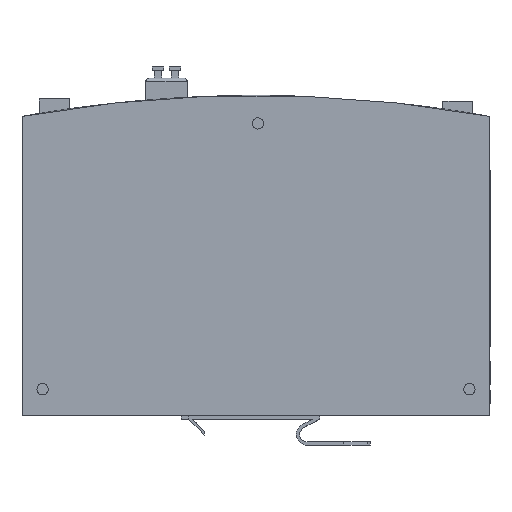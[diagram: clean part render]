
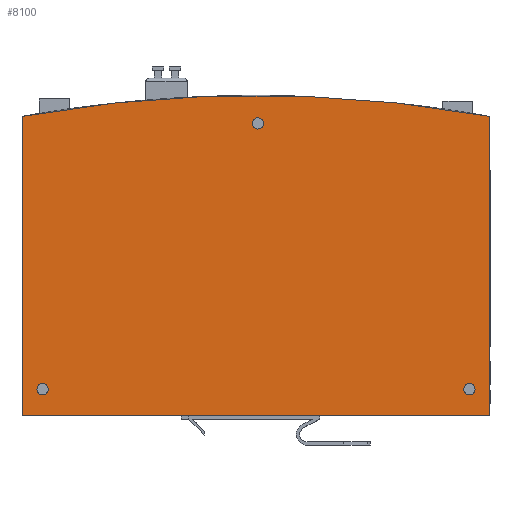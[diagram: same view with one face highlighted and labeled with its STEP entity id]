
A CAD part, top view. The second image highlights one B-rep face of the part: STEP entity #8100.
In plain terms, the highlighted planar face has unit normal (0, 0, 1).
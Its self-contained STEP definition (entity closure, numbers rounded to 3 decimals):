
#84 = EDGE_CURVE ( 'NONE', #8571, #23625, #29448, .T. ) ;
#357 = DIRECTION ( 'NONE',  ( 0., 0., -1. ) ) ;
#488 = ORIENTED_EDGE ( 'NONE', *, *, #2121, .T. ) ;
#524 = FACE_BOUND ( 'NONE', #8311, .T. ) ;
#692 = DIRECTION ( 'NONE',  ( 0., 0., 1. ) ) ;
#859 = PLANE ( 'NONE',  #2352 ) ;
#1093 = EDGE_LOOP ( 'NONE', ( #28835, #488 ) ) ;
#1199 = CARTESIAN_POINT ( 'NONE',  ( 0., -32.5, 33.5 ) ) ;
#1370 = CARTESIAN_POINT ( 'NONE',  ( 0.5, 45.5, 33.5 ) ) ;
#1499 = CIRCLE ( 'NONE', #27240, 1.5 ) ;
#1713 = DIRECTION ( 'NONE',  ( 0., 1., 0. ) ) ;
#2121 = EDGE_CURVE ( 'NONE', #26508, #27465, #19070, .T. ) ;
#2138 = VERTEX_POINT ( 'NONE', #4446 ) ;
#2343 = ORIENTED_EDGE ( 'NONE', *, *, #26080, .T. ) ;
#2352 = AXIS2_PLACEMENT_3D ( 'NONE', #10975, #692, #29663 ) ;
#3758 = AXIS2_PLACEMENT_3D ( 'NONE', #24869, #14733, #32909 ) ;
#4446 = CARTESIAN_POINT ( 'NONE',  ( -62.5, 47.383, 33.5 ) ) ;
#4621 = DIRECTION ( 'NONE',  ( 0., -1., 0. ) ) ;
#4777 = EDGE_CURVE ( 'NONE', #23625, #8571, #1499, .T. ) ;
#4793 = LINE ( 'NONE', #33931, #17250 ) ;
#5509 = CARTESIAN_POINT ( 'NONE',  ( 0., -297.5, 33.5 ) ) ;
#5676 = DIRECTION ( 'NONE',  ( -1., 0., 0. ) ) ;
#5965 = DIRECTION ( 'NONE',  ( 0., 0., -1. ) ) ;
#6649 = VERTEX_POINT ( 'NONE', #22562 ) ;
#8085 = AXIS2_PLACEMENT_3D ( 'NONE', #23508, #17498, #20757 ) ;
#8100 = ADVANCED_FACE ( 'NONE', ( #13556, #18868, #16293, #524 ), #859, .T. ) ;
#8209 = EDGE_CURVE ( 'NONE', #11904, #33208, #14553, .T. ) ;
#8311 = EDGE_LOOP ( 'NONE', ( #26782, #2343 ) ) ;
#8571 = VERTEX_POINT ( 'NONE', #19160 ) ;
#9242 = DIRECTION ( 'NONE',  ( 1., 0., 0. ) ) ;
#10975 = CARTESIAN_POINT ( 'NONE',  ( 0., -297.5, 33.5 ) ) ;
#11122 = VECTOR ( 'NONE', #22454, 1000. ) ;
#11544 = CARTESIAN_POINT ( 'NONE',  ( 58.5, -25.5, 33.5 ) ) ;
#11823 = DIRECTION ( 'NONE',  ( 0., 0., -1. ) ) ;
#11904 = VERTEX_POINT ( 'NONE', #16993 ) ;
#12658 = CIRCLE ( 'NONE', #17027, 350.5 ) ;
#13221 = CIRCLE ( 'NONE', #29649, 1.5 ) ;
#13556 = FACE_OUTER_BOUND ( 'NONE', #22361, .T. ) ;
#13642 = EDGE_CURVE ( 'NONE', #27465, #26508, #16233, .T. ) ;
#13650 = DIRECTION ( 'NONE',  ( 0., 0., -1. ) ) ;
#14397 = VERTEX_POINT ( 'NONE', #30702 ) ;
#14553 = LINE ( 'NONE', #1199, #11122 ) ;
#14733 = DIRECTION ( 'NONE',  ( 0., 0., -1. ) ) ;
#14735 = CARTESIAN_POINT ( 'NONE',  ( 62.5, -297.5, 33.5 ) ) ;
#15956 = DIRECTION ( 'NONE',  ( 0., 0., 1. ) ) ;
#16233 = CIRCLE ( 'NONE', #28283, 1.5 ) ;
#16293 = FACE_BOUND ( 'NONE', #1093, .T. ) ;
#16596 = VERTEX_POINT ( 'NONE', #19790 ) ;
#16993 = CARTESIAN_POINT ( 'NONE',  ( -62.5, -32.5, 33.5 ) ) ;
#17027 = AXIS2_PLACEMENT_3D ( 'NONE', #5509, #15956, #5676 ) ;
#17250 = VECTOR ( 'NONE', #4621, 1000. ) ;
#17498 = DIRECTION ( 'NONE',  ( 0., 0., -1. ) ) ;
#18185 = CARTESIAN_POINT ( 'NONE',  ( -57., -25.5, 33.5 ) ) ;
#18868 = FACE_BOUND ( 'NONE', #24839, .T. ) ;
#18958 = DIRECTION ( 'NONE',  ( 1., 0., 0. ) ) ;
#19070 = CIRCLE ( 'NONE', #3758, 1.5 ) ;
#19160 = CARTESIAN_POINT ( 'NONE',  ( 2., 45.5, 33.5 ) ) ;
#19382 = AXIS2_PLACEMENT_3D ( 'NONE', #21532, #13650, #18958 ) ;
#19790 = CARTESIAN_POINT ( 'NONE',  ( 62.5, 47.383, 33.5 ) ) ;
#20757 = DIRECTION ( 'NONE',  ( 1., 0., 0. ) ) ;
#21403 = CARTESIAN_POINT ( 'NONE',  ( 57., -25.5, 33.5 ) ) ;
#21532 = CARTESIAN_POINT ( 'NONE',  ( -57., -25.5, 33.5 ) ) ;
#22361 = EDGE_LOOP ( 'NONE', ( #33443, #23458, #27990, #31486 ) ) ;
#22454 = DIRECTION ( 'NONE',  ( 1., 0., 0. ) ) ;
#22562 = CARTESIAN_POINT ( 'NONE',  ( -58.5, -25.5, 33.5 ) ) ;
#22818 = EDGE_CURVE ( 'NONE', #16596, #2138, #12658, .T. ) ;
#22882 = EDGE_CURVE ( 'NONE', #14397, #6649, #13221, .T. ) ;
#23458 = ORIENTED_EDGE ( 'NONE', *, *, #24370, .T. ) ;
#23508 = CARTESIAN_POINT ( 'NONE',  ( 0.5, 45.5, 33.5 ) ) ;
#23574 = CARTESIAN_POINT ( 'NONE',  ( -1., 45.5, 33.5 ) ) ;
#23625 = VERTEX_POINT ( 'NONE', #23574 ) ;
#24370 = EDGE_CURVE ( 'NONE', #33208, #16596, #30342, .T. ) ;
#24839 = EDGE_LOOP ( 'NONE', ( #29752, #33512 ) ) ;
#24869 = CARTESIAN_POINT ( 'NONE',  ( 57., -25.5, 33.5 ) ) ;
#26080 = EDGE_CURVE ( 'NONE', #6649, #14397, #28700, .T. ) ;
#26508 = VERTEX_POINT ( 'NONE', #27659 ) ;
#26782 = ORIENTED_EDGE ( 'NONE', *, *, #22882, .T. ) ;
#26876 = EDGE_CURVE ( 'NONE', #2138, #11904, #4793, .T. ) ;
#27240 = AXIS2_PLACEMENT_3D ( 'NONE', #1370, #11823, #9242 ) ;
#27465 = VERTEX_POINT ( 'NONE', #11544 ) ;
#27659 = CARTESIAN_POINT ( 'NONE',  ( 55.5, -25.5, 33.5 ) ) ;
#27893 = CARTESIAN_POINT ( 'NONE',  ( 62.5, -32.5, 33.5 ) ) ;
#27990 = ORIENTED_EDGE ( 'NONE', *, *, #22818, .T. ) ;
#28283 = AXIS2_PLACEMENT_3D ( 'NONE', #21403, #5965, #29290 ) ;
#28700 = CIRCLE ( 'NONE', #19382, 1.5 ) ;
#28835 = ORIENTED_EDGE ( 'NONE', *, *, #13642, .T. ) ;
#29290 = DIRECTION ( 'NONE',  ( 1., 0., 0. ) ) ;
#29448 = CIRCLE ( 'NONE', #8085, 1.5 ) ;
#29649 = AXIS2_PLACEMENT_3D ( 'NONE', #18185, #357, #33783 ) ;
#29663 = DIRECTION ( 'NONE',  ( 1., 0., 0. ) ) ;
#29752 = ORIENTED_EDGE ( 'NONE', *, *, #84, .T. ) ;
#30342 = LINE ( 'NONE', #14735, #32451 ) ;
#30702 = CARTESIAN_POINT ( 'NONE',  ( -55.5, -25.5, 33.5 ) ) ;
#31486 = ORIENTED_EDGE ( 'NONE', *, *, #26876, .T. ) ;
#32451 = VECTOR ( 'NONE', #1713, 1000. ) ;
#32909 = DIRECTION ( 'NONE',  ( 1., 0., 0. ) ) ;
#33208 = VERTEX_POINT ( 'NONE', #27893 ) ;
#33443 = ORIENTED_EDGE ( 'NONE', *, *, #8209, .T. ) ;
#33512 = ORIENTED_EDGE ( 'NONE', *, *, #4777, .T. ) ;
#33783 = DIRECTION ( 'NONE',  ( 1., 0., 0. ) ) ;
#33931 = CARTESIAN_POINT ( 'NONE',  ( -62.5, -297.5, 33.5 ) ) ;
